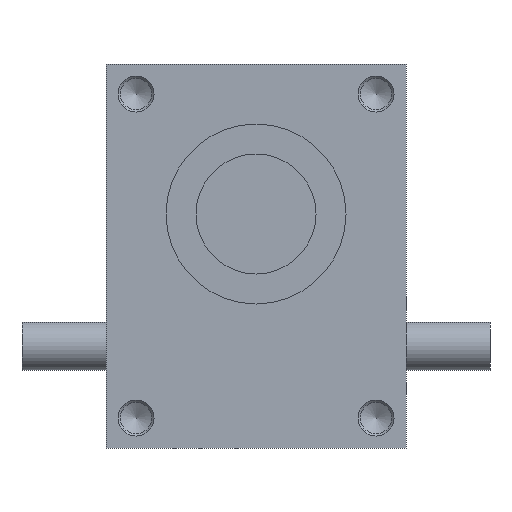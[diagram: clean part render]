
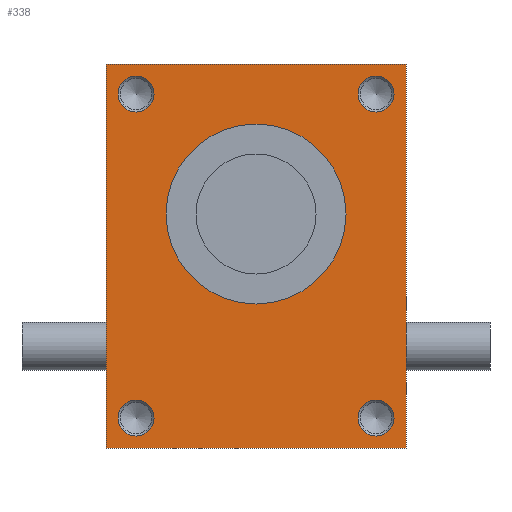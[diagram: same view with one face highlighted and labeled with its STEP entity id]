
A CAD part, front view. The second image highlights one B-rep face of the part: STEP entity #338.
In plain terms, the highlighted planar face has unit normal (0, -1, 0).
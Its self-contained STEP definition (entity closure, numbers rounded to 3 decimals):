
#338 = ADVANCED_FACE( '', ( #786, #787, #788, #789, #790, #791 ), #792, .F. );
#786 = FACE_BOUND( '', #1437, .T. );
#787 = FACE_BOUND( '', #1438, .T. );
#788 = FACE_BOUND( '', #1439, .T. );
#789 = FACE_BOUND( '', #1440, .T. );
#790 = FACE_BOUND( '', #1441, .T. );
#791 = FACE_OUTER_BOUND( '', #1442, .T. );
#792 = PLANE( '', #1443 );
#1437 = EDGE_LOOP( '', ( #2201 ) );
#1438 = EDGE_LOOP( '', ( #2202 ) );
#1439 = EDGE_LOOP( '', ( #2203 ) );
#1440 = EDGE_LOOP( '', ( #2204 ) );
#1441 = EDGE_LOOP( '', ( #2205 ) );
#1442 = EDGE_LOOP( '', ( #2206, #2207, #2208, #2209 ) );
#1443 = AXIS2_PLACEMENT_3D( '', #2210, #2211, #2212 );
#2201 = ORIENTED_EDGE( '', *, *, #3612, .F. );
#2202 = ORIENTED_EDGE( '', *, *, #3613, .F. );
#2203 = ORIENTED_EDGE( '', *, *, #3614, .F. );
#2204 = ORIENTED_EDGE( '', *, *, #3615, .F. );
#2205 = ORIENTED_EDGE( '', *, *, #3616, .T. );
#2206 = ORIENTED_EDGE( '', *, *, #3540, .T. );
#2207 = ORIENTED_EDGE( '', *, *, #3617, .F. );
#2208 = ORIENTED_EDGE( '', *, *, #3618, .F. );
#2209 = ORIENTED_EDGE( '', *, *, #3619, .T. );
#2210 = CARTESIAN_POINT( '', ( -125., -115., 160. ) );
#2211 = DIRECTION( '', ( 0., 1., 0. ) );
#2212 = DIRECTION( '', ( 0., 0., 1. ) );
#3540 = EDGE_CURVE( '', #4154, #4158, #4160, .T. );
#3612 = EDGE_CURVE( '', #4276, #4276, #4277, .T. );
#3613 = EDGE_CURVE( '', #4278, #4278, #4279, .T. );
#3614 = EDGE_CURVE( '', #4280, #4280, #4281, .T. );
#3615 = EDGE_CURVE( '', #4282, #4282, #4283, .T. );
#3616 = EDGE_CURVE( '', #4284, #4284, #4285, .T. );
#3617 = EDGE_CURVE( '', #4286, #4158, #4287, .T. );
#3618 = EDGE_CURVE( '', #4288, #4286, #4289, .T. );
#3619 = EDGE_CURVE( '', #4288, #4154, #4290, .T. );
#4154 = VERTEX_POINT( '', #5021 );
#4158 = VERTEX_POINT( '', #5027 );
#4160 = LINE( '', #5030, #5031 );
#4276 = VERTEX_POINT( '', #5183 );
#4277 = CIRCLE( '', #5184, 15. );
#4278 = VERTEX_POINT( '', #5185 );
#4279 = CIRCLE( '', #5186, 15. );
#4280 = VERTEX_POINT( '', #5187 );
#4281 = CIRCLE( '', #5188, 15. );
#4282 = VERTEX_POINT( '', #5189 );
#4283 = CIRCLE( '', #5190, 15. );
#4284 = VERTEX_POINT( '', #5191 );
#4285 = CIRCLE( '', #5192, 75. );
#4286 = VERTEX_POINT( '', #5193 );
#4287 = LINE( '', #5194, #5195 );
#4288 = VERTEX_POINT( '', #5196 );
#4289 = LINE( '', #5197, #5198 );
#4290 = LINE( '', #5199, #5200 );
#5021 = CARTESIAN_POINT( '', ( -125., -115., -160. ) );
#5027 = CARTESIAN_POINT( '', ( 125., -115., -160. ) );
#5030 = CARTESIAN_POINT( '', ( -125., -115., -160. ) );
#5031 = VECTOR( '', #6151, 1000. );
#5183 = CARTESIAN_POINT( '', ( -100., -115., -150. ) );
#5184 = AXIS2_PLACEMENT_3D( '', #6230, #6231, #6232 );
#5185 = CARTESIAN_POINT( '', ( -100., -115., 120. ) );
#5186 = AXIS2_PLACEMENT_3D( '', #6233, #6234, #6235 );
#5187 = CARTESIAN_POINT( '', ( 100., -115., 120. ) );
#5188 = AXIS2_PLACEMENT_3D( '', #6236, #6237, #6238 );
#5189 = CARTESIAN_POINT( '', ( 100., -115., -150. ) );
#5190 = AXIS2_PLACEMENT_3D( '', #6239, #6240, #6241 );
#5191 = CARTESIAN_POINT( '', ( 75., -115., 35. ) );
#5192 = AXIS2_PLACEMENT_3D( '', #6242, #6243, #6244 );
#5193 = CARTESIAN_POINT( '', ( 125., -115., 160. ) );
#5194 = CARTESIAN_POINT( '', ( 125., -115., 160. ) );
#5195 = VECTOR( '', #6245, 1000. );
#5196 = CARTESIAN_POINT( '', ( -125., -115., 160. ) );
#5197 = CARTESIAN_POINT( '', ( -125., -115., 160. ) );
#5198 = VECTOR( '', #6246, 1000. );
#5199 = CARTESIAN_POINT( '', ( -125., -115., 160. ) );
#5200 = VECTOR( '', #6247, 1000. );
#6151 = DIRECTION( '', ( 1., 0., 0. ) );
#6230 = CARTESIAN_POINT( '', ( -100., -115., -135. ) );
#6231 = DIRECTION( '', ( 0., -1., 0. ) );
#6232 = DIRECTION( '', ( 0., 0., -1. ) );
#6233 = CARTESIAN_POINT( '', ( -100., -115., 135. ) );
#6234 = DIRECTION( '', ( 0., -1., 0. ) );
#6235 = DIRECTION( '', ( 0., 0., -1. ) );
#6236 = CARTESIAN_POINT( '', ( 100., -115., 135. ) );
#6237 = DIRECTION( '', ( 0., -1., 0. ) );
#6238 = DIRECTION( '', ( 0., 0., -1. ) );
#6239 = CARTESIAN_POINT( '', ( 100., -115., -135. ) );
#6240 = DIRECTION( '', ( 0., -1., 0. ) );
#6241 = DIRECTION( '', ( 0., 0., -1. ) );
#6242 = CARTESIAN_POINT( '', ( 0., -115., 35. ) );
#6243 = DIRECTION( '', ( 0., 1., 0. ) );
#6244 = DIRECTION( '', ( 1., 0., 0. ) );
#6245 = DIRECTION( '', ( 0., 0., -1. ) );
#6246 = DIRECTION( '', ( 1., 0., 0. ) );
#6247 = DIRECTION( '', ( 0., 0., -1. ) );
